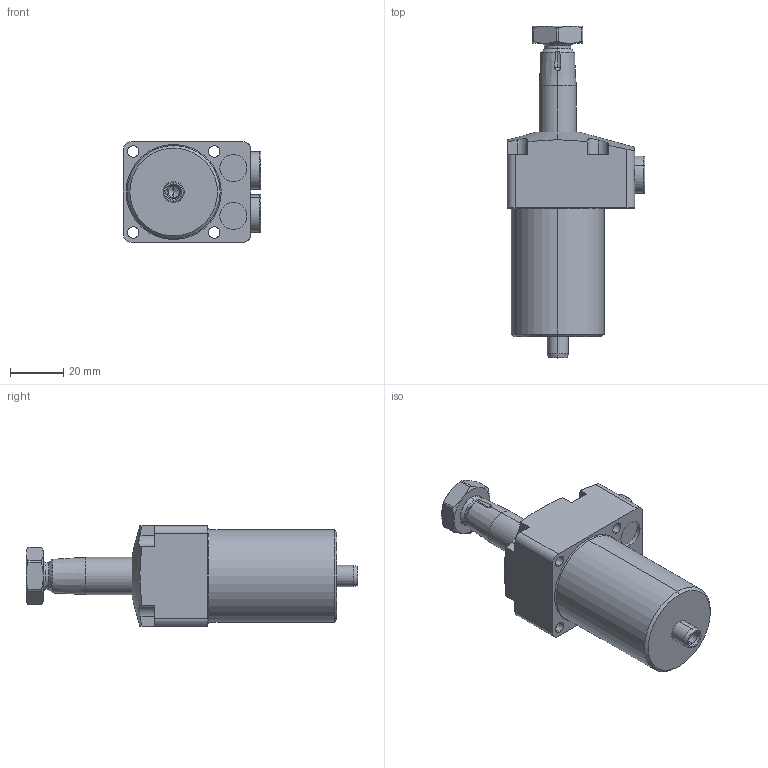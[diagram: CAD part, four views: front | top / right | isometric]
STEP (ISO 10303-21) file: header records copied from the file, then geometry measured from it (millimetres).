
FILE_DESCRIPTION (( 'STEP AP203' ), '1' );
FILE_NAME ('HCTU01-LE.STEP', '2019-10-14T06:07:02', ( '微软用户' ), ( '微软中国' ), 'SwSTEP 2.0', 'SolidWorks 2012', '' );
FILE_SCHEMA (( 'CONFIG_CONTROL_DESIGN' ));
Length unit declared in the file: millimetre
Products named in the file (5): HCTU01-E掛极_______; HCTU01-E活塞杆_______; HCTU01-E蹟譫_______; HCTU01-E黑芛_______; HCTU01-LE
Assembly tree (5 placements, depth 2):
  HCTU01-LE
    HCTU01-E掛极_______
    HCTU01-E活塞杆_______
    HCTU01-E蹟譫_______
    HCTU01-E黑芛_______  x2
Bounding box: 51.8 x 125 x 38 mm (x, y, z)
Volume: 96728.2 mm3; surface area: 24220.4 mm2
Topology: 5 solids, 5 shells, 192 faces, 444 edges, 275 vertices
Faces by surface type: cylinder 72, plane 67, cone 46, torus 6, sphere 1
Entity records: 5708 total; most frequent: CARTESIAN_POINT 1228, DIRECTION 861, ORIENTED_EDGE 790, EDGE_CURVE 395, AXIS2_PLACEMENT_3D 344, VERTEX_POINT 247, EDGE_LOOP 196, VECTOR 173
